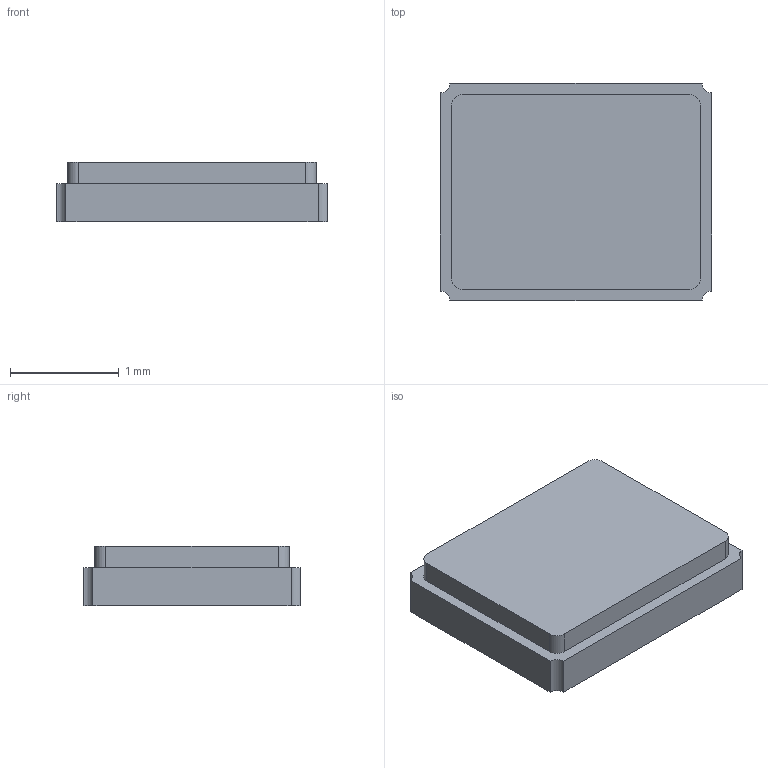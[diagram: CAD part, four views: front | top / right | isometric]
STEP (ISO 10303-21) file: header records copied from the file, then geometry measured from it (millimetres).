
FILE_DESCRIPTION( ( '' ), ' ' );
FILE_NAME( '5a3a3270a4c9880ed9d121e7.step', '2017-12-20T09:50:40', ( '' ), ( '' ), ' ', ' ', ' ' );
FILE_SCHEMA( ( 'AUTOMOTIVE_DESIGN { 1 0 10303 214 1 1 1 1 }' ) );
Length unit declared in the file: metre
Products named in the file (1): Open CASCADE STEP translator 6.8 1
Bounding box: 2.5 x 2 x 0.55 mm (x, y, z)
Volume: 2.6 mm3; surface area: 14.7 mm2
Topology: 1 solids, 1 shells, 51 faces, 112 edges, 64 vertices
Faces by surface type: plane 35, cylinder 16
Entity records: 2794 total; most frequent: CARTESIAN_POINT 292, ORIENTED_EDGE 288, DIRECTION 280, STYLED_ITEM 195, PRESENTATION_STYLE_ASSIGNMENT 195, COLOUR_RGB 195, EDGE_CURVE 144, CURVE_STYLE 144
